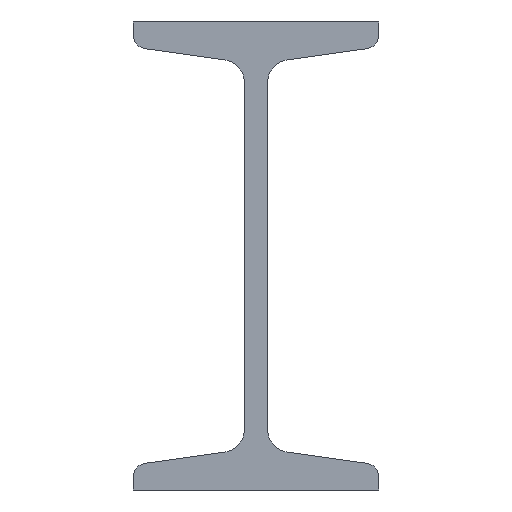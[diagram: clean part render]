
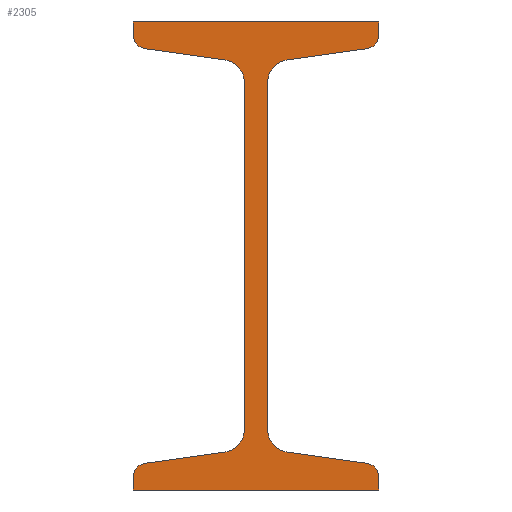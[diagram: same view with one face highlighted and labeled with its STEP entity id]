
A CAD part, front view. The second image highlights one B-rep face of the part: STEP entity #2305.
In plain terms, the highlighted planar face has unit normal (0, -1, 0).
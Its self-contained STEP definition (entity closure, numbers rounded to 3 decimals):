
#2=DIRECTION('',(0.,0.,1.));
#3=VECTOR('',#2,2.267);
#4=CARTESIAN_POINT('',(-21.,0.,-40.));
#5=LINE('',#4,#3);
#6=CARTESIAN_POINT('',(-18.7,0.,-37.733));
#7=DIRECTION('',(0.,1.,0.));
#8=DIRECTION('',(-1.,0.,0.));
#9=AXIS2_PLACEMENT_3D('',#6,#7,#8);
#11=DIRECTION('',(0.99,0.,0.139));
#12=VECTOR('',#11,13.848);
#13=CARTESIAN_POINT('',(-19.02,0.,-35.455));
#14=LINE('',#13,#12);
#15=CARTESIAN_POINT('',(-5.85,0.,-29.666));
#16=DIRECTION('',(0.,-1.,0.));
#17=DIRECTION('',(0.139,0.,-0.99));
#18=AXIS2_PLACEMENT_3D('',#15,#16,#17);
#20=DIRECTION('',(0.,0.,1.));
#21=VECTOR('',#20,59.332);
#22=CARTESIAN_POINT('',(-1.95,0.,-29.666));
#23=LINE('',#22,#21);
#24=CARTESIAN_POINT('',(-5.85,0.,29.666));
#25=DIRECTION('',(0.,-1.,0.));
#26=DIRECTION('',(1.,0.,0.));
#27=AXIS2_PLACEMENT_3D('',#24,#25,#26);
#29=DIRECTION('',(-0.99,0.,0.139));
#30=VECTOR('',#29,13.848);
#31=CARTESIAN_POINT('',(-5.307,0.,33.528));
#32=LINE('',#31,#30);
#33=CARTESIAN_POINT('',(-18.7,0.,37.733));
#34=DIRECTION('',(0.,1.,0.));
#35=DIRECTION('',(-0.139,0.,-0.99));
#36=AXIS2_PLACEMENT_3D('',#33,#34,#35);
#38=DIRECTION('',(0.,0.,1.));
#39=VECTOR('',#38,2.267);
#40=CARTESIAN_POINT('',(-21.,0.,37.733));
#41=LINE('',#40,#39);
#42=DIRECTION('',(1.,0.,0.));
#43=VECTOR('',#42,42.);
#44=CARTESIAN_POINT('',(-21.,0.,40.));
#45=LINE('',#44,#43);
#46=DIRECTION('',(0.,0.,-1.));
#47=VECTOR('',#46,2.267);
#48=CARTESIAN_POINT('',(21.,0.,40.));
#49=LINE('',#48,#47);
#50=CARTESIAN_POINT('',(18.7,0.,37.733));
#51=DIRECTION('',(0.,1.,0.));
#52=DIRECTION('',(1.,0.,0.));
#53=AXIS2_PLACEMENT_3D('',#50,#51,#52);
#55=DIRECTION('',(-0.99,0.,-0.139));
#56=VECTOR('',#55,13.848);
#57=CARTESIAN_POINT('',(19.02,0.,35.455));
#58=LINE('',#57,#56);
#59=CARTESIAN_POINT('',(5.85,0.,29.666));
#60=DIRECTION('',(0.,-1.,0.));
#61=DIRECTION('',(-0.139,0.,0.99));
#62=AXIS2_PLACEMENT_3D('',#59,#60,#61);
#64=DIRECTION('',(0.,0.,-1.));
#65=VECTOR('',#64,59.332);
#66=CARTESIAN_POINT('',(1.95,0.,29.666));
#67=LINE('',#66,#65);
#68=CARTESIAN_POINT('',(5.85,0.,-29.666));
#69=DIRECTION('',(0.,-1.,0.));
#70=DIRECTION('',(-1.,0.,0.));
#71=AXIS2_PLACEMENT_3D('',#68,#69,#70);
#73=DIRECTION('',(0.99,0.,-0.139));
#74=VECTOR('',#73,13.848);
#75=CARTESIAN_POINT('',(5.307,0.,-33.528));
#76=LINE('',#75,#74);
#77=CARTESIAN_POINT('',(18.7,0.,-37.733));
#78=DIRECTION('',(0.,1.,0.));
#79=DIRECTION('',(0.139,0.,0.99));
#80=AXIS2_PLACEMENT_3D('',#77,#78,#79);
#82=DIRECTION('',(0.,0.,-1.));
#83=VECTOR('',#82,2.267);
#84=CARTESIAN_POINT('',(21.,0.,-37.733));
#85=LINE('',#84,#83);
#86=DIRECTION('',(-1.,0.,0.));
#87=VECTOR('',#86,42.);
#88=CARTESIAN_POINT('',(21.,0.,-40.));
#89=LINE('',#88,#87);
#1698=CARTESIAN_POINT('',(-21.,0.,-40.));
#1699=CARTESIAN_POINT('',(-21.,0.,-37.733));
#1700=VERTEX_POINT('',#1698);
#1701=VERTEX_POINT('',#1699);
#1702=CARTESIAN_POINT('',(-19.02,0.,-35.455));
#1703=VERTEX_POINT('',#1702);
#1704=CARTESIAN_POINT('',(-5.307,0.,-33.528));
#1705=VERTEX_POINT('',#1704);
#1706=CARTESIAN_POINT('',(-1.95,0.,-29.666));
#1707=VERTEX_POINT('',#1706);
#1708=CARTESIAN_POINT('',(-1.95,0.,29.666));
#1709=VERTEX_POINT('',#1708);
#1710=CARTESIAN_POINT('',(-5.307,0.,33.528));
#1711=VERTEX_POINT('',#1710);
#1712=CARTESIAN_POINT('',(-19.02,0.,35.455));
#1713=VERTEX_POINT('',#1712);
#1714=CARTESIAN_POINT('',(-21.,0.,37.733));
#1715=VERTEX_POINT('',#1714);
#1716=CARTESIAN_POINT('',(-21.,0.,40.));
#1717=VERTEX_POINT('',#1716);
#1718=CARTESIAN_POINT('',(21.,0.,40.));
#1719=VERTEX_POINT('',#1718);
#1720=CARTESIAN_POINT('',(21.,0.,37.733));
#1721=VERTEX_POINT('',#1720);
#1722=CARTESIAN_POINT('',(19.02,0.,35.455));
#1723=VERTEX_POINT('',#1722);
#1724=CARTESIAN_POINT('',(5.307,0.,33.528));
#1725=VERTEX_POINT('',#1724);
#1726=CARTESIAN_POINT('',(1.95,0.,29.666));
#1727=VERTEX_POINT('',#1726);
#1728=CARTESIAN_POINT('',(1.95,0.,-29.666));
#1729=VERTEX_POINT('',#1728);
#1730=CARTESIAN_POINT('',(5.307,0.,-33.528));
#1731=VERTEX_POINT('',#1730);
#1732=CARTESIAN_POINT('',(19.02,0.,-35.455));
#1733=VERTEX_POINT('',#1732);
#1734=CARTESIAN_POINT('',(21.,0.,-37.733));
#1735=VERTEX_POINT('',#1734);
#1736=CARTESIAN_POINT('',(21.,0.,-40.));
#1737=VERTEX_POINT('',#1736);
#2258=CARTESIAN_POINT('',(0.,0.,0.));
#2259=DIRECTION('',(0.,1.,0.));
#2260=DIRECTION('',(1.,0.,0.));
#2261=AXIS2_PLACEMENT_3D('',#2258,#2259,#2260);
#2262=PLANE('',#2261);
#2264=ORIENTED_EDGE('',*,*,#2263,.T.);
#2266=ORIENTED_EDGE('',*,*,#2265,.T.);
#2268=ORIENTED_EDGE('',*,*,#2267,.T.);
#2270=ORIENTED_EDGE('',*,*,#2269,.T.);
#2272=ORIENTED_EDGE('',*,*,#2271,.T.);
#2274=ORIENTED_EDGE('',*,*,#2273,.T.);
#2276=ORIENTED_EDGE('',*,*,#2275,.T.);
#2278=ORIENTED_EDGE('',*,*,#2277,.T.);
#2280=ORIENTED_EDGE('',*,*,#2279,.T.);
#2282=ORIENTED_EDGE('',*,*,#2281,.T.);
#2284=ORIENTED_EDGE('',*,*,#2283,.T.);
#2286=ORIENTED_EDGE('',*,*,#2285,.T.);
#2288=ORIENTED_EDGE('',*,*,#2287,.T.);
#2290=ORIENTED_EDGE('',*,*,#2289,.T.);
#2292=ORIENTED_EDGE('',*,*,#2291,.T.);
#2294=ORIENTED_EDGE('',*,*,#2293,.T.);
#2296=ORIENTED_EDGE('',*,*,#2295,.T.);
#2298=ORIENTED_EDGE('',*,*,#2297,.T.);
#2300=ORIENTED_EDGE('',*,*,#2299,.T.);
#2302=ORIENTED_EDGE('',*,*,#2301,.T.);
#2303=EDGE_LOOP('',(#2264,#2266,#2268,#2270,#2272,#2274,#2276,#2278,#2280,#2282,
#2284,#2286,#2288,#2290,#2292,#2294,#2296,#2298,#2300,#2302));
#2304=FACE_OUTER_BOUND('',#2303,.F.);
#2305=ADVANCED_FACE('',(#2304),#2262,.F.);
#10=CIRCLE('',#9,2.3);
#19=CIRCLE('',#18,3.9);
#28=CIRCLE('',#27,3.9);
#37=CIRCLE('',#36,2.3);
#54=CIRCLE('',#53,2.3);
#63=CIRCLE('',#62,3.9);
#72=CIRCLE('',#71,3.9);
#81=CIRCLE('',#80,2.3);
#2263=EDGE_CURVE('',#1700,#1701,#5,.T.);
#2265=EDGE_CURVE('',#1701,#1703,#10,.T.);
#2267=EDGE_CURVE('',#1703,#1705,#14,.T.);
#2269=EDGE_CURVE('',#1705,#1707,#19,.T.);
#2271=EDGE_CURVE('',#1707,#1709,#23,.T.);
#2273=EDGE_CURVE('',#1709,#1711,#28,.T.);
#2275=EDGE_CURVE('',#1711,#1713,#32,.T.);
#2277=EDGE_CURVE('',#1713,#1715,#37,.T.);
#2279=EDGE_CURVE('',#1715,#1717,#41,.T.);
#2281=EDGE_CURVE('',#1717,#1719,#45,.T.);
#2283=EDGE_CURVE('',#1719,#1721,#49,.T.);
#2285=EDGE_CURVE('',#1721,#1723,#54,.T.);
#2287=EDGE_CURVE('',#1723,#1725,#58,.T.);
#2289=EDGE_CURVE('',#1725,#1727,#63,.T.);
#2291=EDGE_CURVE('',#1727,#1729,#67,.T.);
#2293=EDGE_CURVE('',#1729,#1731,#72,.T.);
#2295=EDGE_CURVE('',#1731,#1733,#76,.T.);
#2297=EDGE_CURVE('',#1733,#1735,#81,.T.);
#2299=EDGE_CURVE('',#1735,#1737,#85,.T.);
#2301=EDGE_CURVE('',#1737,#1700,#89,.T.);
